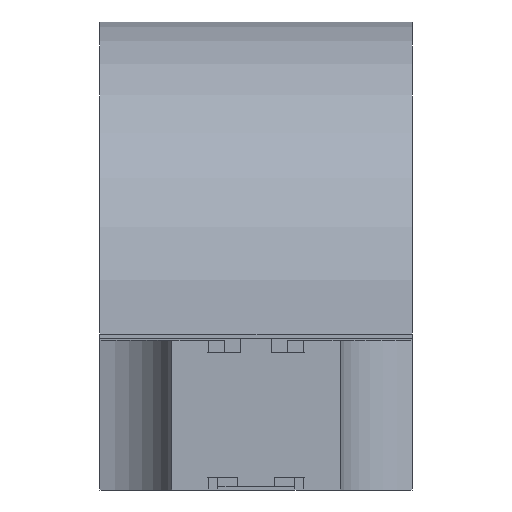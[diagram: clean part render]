
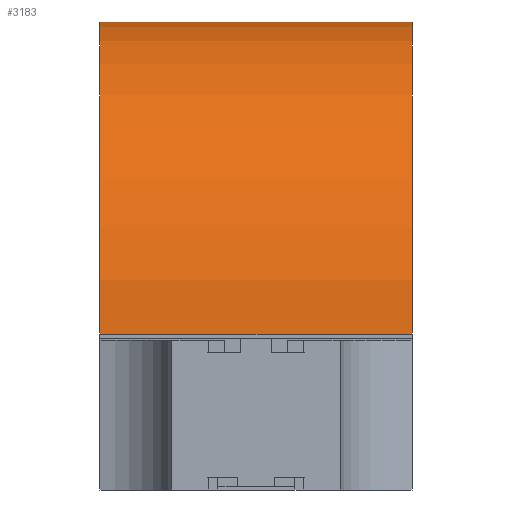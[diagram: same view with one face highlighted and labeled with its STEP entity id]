
A CAD part, left-side view. The second image highlights one B-rep face of the part: STEP entity #3183.
In plain terms, the highlighted cylindrical face has radius 1 mm (diameter 2 mm), a partial arc.
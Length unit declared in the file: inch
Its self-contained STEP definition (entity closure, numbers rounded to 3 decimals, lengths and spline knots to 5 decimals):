
#9=CARTESIAN_POINT('',(0.43985,-0.25678,0.01969));
#10=DIRECTION('',(0.,-1.,0.));
#11=DIRECTION('',(1.,0.,0.));
#12=AXIS2_PLACEMENT_3D('',#9,#10,#11);
#106=CARTESIAN_POINT('',(0.43985,-0.29615,
0.01969));
#107=DIRECTION('',(0.,1.,0.));
#108=DIRECTION('',(-1.,0.,0.));
#109=AXIS2_PLACEMENT_3D('',#106,#107,#108);
#930=DIRECTION('',(0.,-1.,0.));
#931=VECTOR('',#930,0.03937);
#932=CARTESIAN_POINT('',(0.40048,-0.25678,
0.01969));
#933=LINE('',#932,#931);
#934=DIRECTION('',(0.,1.,0.));
#935=VECTOR('',#934,0.03937);
#936=CARTESIAN_POINT('',(0.47922,-0.29615,
0.01969));
#937=LINE('',#936,#935);
#1867=CARTESIAN_POINT('',(0.47922,-0.29615,
0.01969));
#1868=CARTESIAN_POINT('',(0.47922,-0.25678,
0.01969));
#1869=VERTEX_POINT('',#1867);
#1870=VERTEX_POINT('',#1868);
#1871=CARTESIAN_POINT('',(0.40048,-0.25678,
0.01969));
#1872=CARTESIAN_POINT('',(0.40048,-0.29615,
0.01969));
#1873=VERTEX_POINT('',#1871);
#1874=VERTEX_POINT('',#1872);
#3172=CARTESIAN_POINT('',(0.43985,-0.25678,
0.01969));
#3173=DIRECTION('',(0.,-1.,0.));
#3174=DIRECTION('',(0.,0.,-1.));
#3175=AXIS2_PLACEMENT_3D('',#3172,#3173,#3174);
#3176=CYLINDRICAL_SURFACE('',#3175,0.03937);
#3177=ORIENTED_EDGE('',*,*,#2309,.F.);
#3178=ORIENTED_EDGE('',*,*,#3166,.F.);
#3179=ORIENTED_EDGE('',*,*,#2192,.F.);
#3180=ORIENTED_EDGE('',*,*,#2278,.F.);
#3181=EDGE_LOOP('',(#3177,#3178,#3179,#3180));
#3182=FACE_OUTER_BOUND('',#3181,.F.);
#3183=ADVANCED_FACE('',(#3182),#3176,.T.);
#13=CIRCLE('',#12,0.03937);
#110=CIRCLE('',#109,0.03937);
#2192=EDGE_CURVE('',#1870,#1873,#13,.T.);
#2278=EDGE_CURVE('',#1869,#1870,#937,.T.);
#2309=EDGE_CURVE('',#1874,#1869,#110,.T.);
#3166=EDGE_CURVE('',#1873,#1874,#933,.T.);
